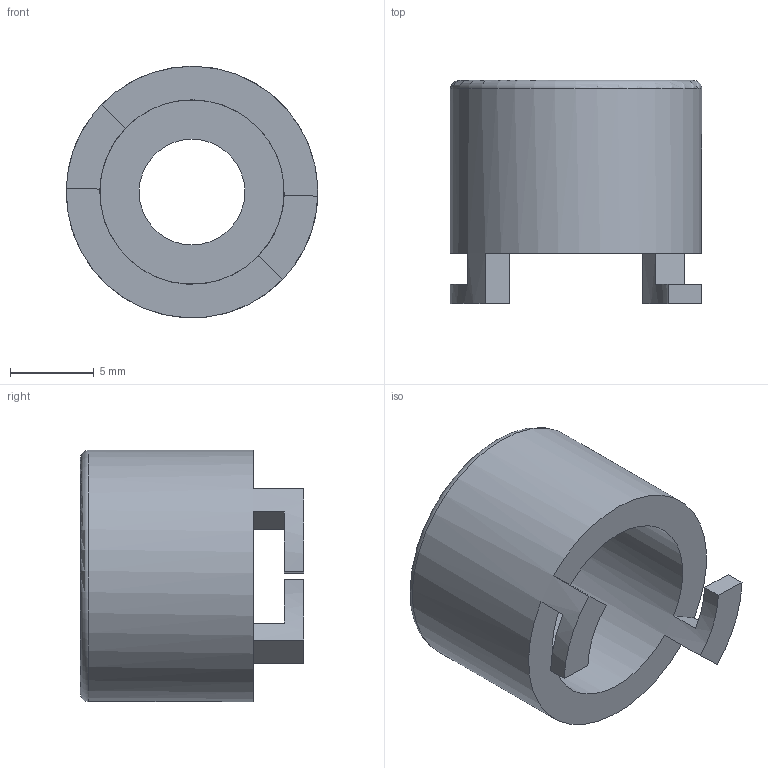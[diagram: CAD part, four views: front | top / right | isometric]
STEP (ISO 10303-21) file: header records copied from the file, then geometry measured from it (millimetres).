
FILE_DESCRIPTION(/* description */ (''),/* implementation_level */ '2;1');
FILE_NAME(/* name */ 'F_Housing.step',/* time_stamp */ '2021-08-26T16:09:29+02:00',/* author */ (''),/* organization */ (''),/* preprocessor_version */ 'ST-DEVELOPER v18.1',/* originating_system */ 'Autodesk Translation Framework v10.9.0.1377',/* authorisation */ '');
FILE_SCHEMA (('AUTOMOTIVE_DESIGN { 1 0 10303 214 3 1 1 }'));
Length unit declared in the file: millimetre
Products named in the file (1): F_Housing
Bounding box: 14.99 x 13.3 x 14.99 mm (x, y, z)
Volume: 999.6 mm3; surface area: 1175.8 mm2
Topology: 1 solids, 1 shells, 18 faces, 48 edges, 32 vertices
Faces by surface type: plane 14, cylinder 3, torus 1
Full cylindrical faces by diameter (mm): 6.3 x1, 11 x1, 15 x1
Entity records: 610 total; most frequent: DIRECTION 107, CARTESIAN_POINT 99, ORIENTED_EDGE 96, EDGE_CURVE 48, AXIS2_PLACEMENT_3D 40, VERTEX_POINT 32, LINE 27, VECTOR 27
